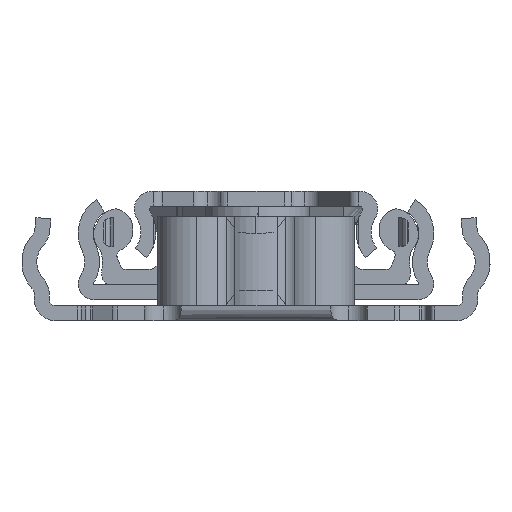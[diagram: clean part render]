
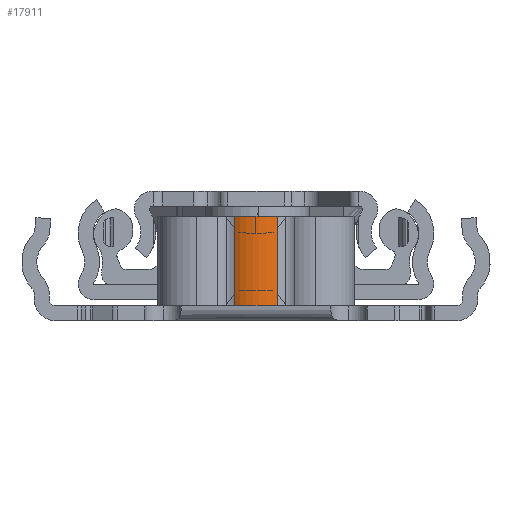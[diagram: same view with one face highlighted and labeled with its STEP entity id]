
A CAD part, left-side view. The second image highlights one B-rep face of the part: STEP entity #17911.
In plain terms, the highlighted cylindrical face has radius 4.1 mm (diameter 8.2 mm), a partial arc.
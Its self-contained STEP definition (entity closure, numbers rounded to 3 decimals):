
#575 = CARTESIAN_POINT ( 'NONE',  ( 602.52, 9., 179.694 ) ) ;
#903 = EDGE_CURVE ( 'NONE', #8422, #10461, #9951, .T. ) ;
#2255 = DIRECTION ( 'NONE',  ( 0., -1., 0. ) ) ;
#2365 = VECTOR ( 'NONE', #14538, 1000. ) ;
#2417 = AXIS2_PLACEMENT_3D ( 'NONE', #11211, #9584, #5311 ) ;
#2450 = AXIS2_PLACEMENT_3D ( 'NONE', #5836, #13275, #5449 ) ;
#3645 = ORIENTED_EDGE ( 'NONE', *, *, #4637, .T. ) ;
#4414 = EDGE_LOOP ( 'NONE', ( #5578, #17556, #6264, #3645 ) ) ;
#4637 = EDGE_CURVE ( 'NONE', #12385, #14170, #14757, .T. ) ;
#4684 = CIRCLE ( 'NONE', #2417, 4.1 ) ;
#4981 = DIRECTION ( 'NONE',  ( 0., 1., 0. ) ) ;
#5134 = CARTESIAN_POINT ( 'NONE',  ( 602.52, 0., 179.694 ) ) ;
#5311 = DIRECTION ( 'NONE',  ( 0., 0., 1. ) ) ;
#5449 = DIRECTION ( 'NONE',  ( 0., 0., -1. ) ) ;
#5578 = ORIENTED_EDGE ( 'NONE', *, *, #19055, .T. ) ;
#5836 = CARTESIAN_POINT ( 'NONE',  ( 600.362, 9., 176.208 ) ) ;
#6264 = ORIENTED_EDGE ( 'NONE', *, *, #18557, .F. ) ;
#6284 = AXIS2_PLACEMENT_3D ( 'NONE', #18925, #4981, #11190 ) ;
#6399 = CARTESIAN_POINT ( 'NONE',  ( 598.204, 0., 179.694 ) ) ;
#6599 = CARTESIAN_POINT ( 'NONE',  ( 602.52, 9., 179.694 ) ) ;
#6973 = FACE_OUTER_BOUND ( 'NONE', #4414, .T. ) ;
#7074 = CYLINDRICAL_SURFACE ( 'NONE', #2450, 4.1 ) ;
#8422 = VERTEX_POINT ( 'NONE', #575 ) ;
#8561 = CARTESIAN_POINT ( 'NONE',  ( 598.204, 9., 179.694 ) ) ;
#9584 = DIRECTION ( 'NONE',  ( 0., 1., 0. ) ) ;
#9951 = LINE ( 'NONE', #6599, #2365 ) ;
#10461 = VERTEX_POINT ( 'NONE', #5134 ) ;
#11190 = DIRECTION ( 'NONE',  ( 0., 0., 1. ) ) ;
#11211 = CARTESIAN_POINT ( 'NONE',  ( 600.362, 9., 176.208 ) ) ;
#12385 = VERTEX_POINT ( 'NONE', #8561 ) ;
#13275 = DIRECTION ( 'NONE',  ( 0., -1., 0. ) ) ;
#13321 = CARTESIAN_POINT ( 'NONE',  ( 598.204, 9., 179.694 ) ) ;
#14170 = VERTEX_POINT ( 'NONE', #6399 ) ;
#14538 = DIRECTION ( 'NONE',  ( 0., -1., 0. ) ) ;
#14757 = LINE ( 'NONE', #13321, #17254 ) ;
#17254 = VECTOR ( 'NONE', #2255, 1000. ) ;
#17556 = ORIENTED_EDGE ( 'NONE', *, *, #903, .F. ) ;
#17911 = ADVANCED_FACE ( 'NONE', ( #6973 ), #7074, .T. ) ;
#18557 = EDGE_CURVE ( 'NONE', #12385, #8422, #4684, .T. ) ;
#18925 = CARTESIAN_POINT ( 'NONE',  ( 600.362, 0., 176.208 ) ) ;
#18956 = CIRCLE ( 'NONE', #6284, 4.1 ) ;
#19055 = EDGE_CURVE ( 'NONE', #14170, #10461, #18956, .T. ) ;
